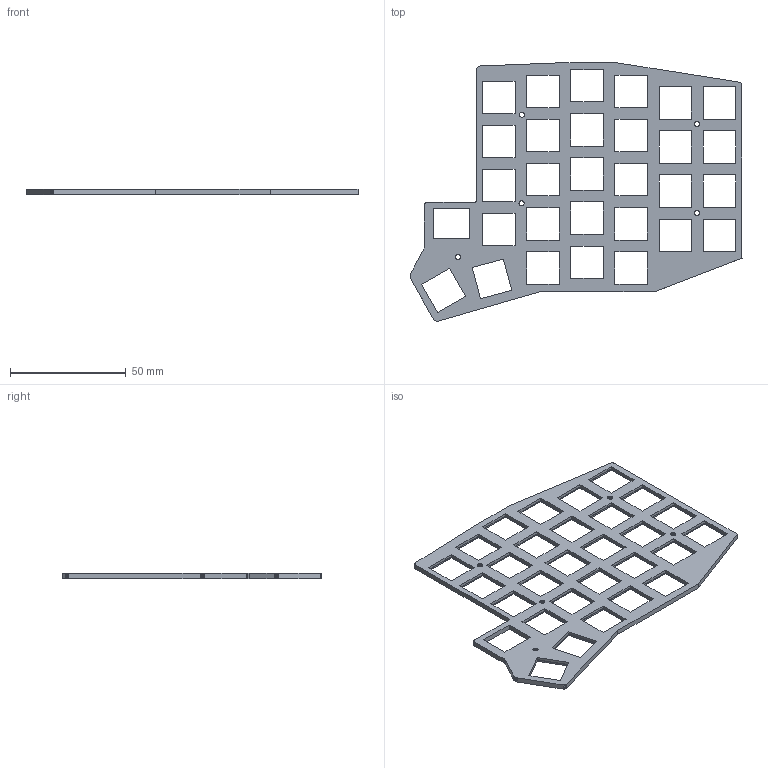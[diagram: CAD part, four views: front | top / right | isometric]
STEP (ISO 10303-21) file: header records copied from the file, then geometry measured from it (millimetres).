
FILE_DESCRIPTION(('FreeCAD Model'),'2;1');
FILE_NAME('Open CASCADE Shape Model','2023-12-20T09:56:55',(''),(''), 'Open CASCADE STEP processor 7.6','FreeCAD','Unknown');
FILE_SCHEMA(('AUTOMOTIVE_DESIGN { 1 0 10303 214 1 1 1 1 }'));
Length unit declared in the file: millimetre
Products named in the file (2): Retaining Plate; Cut001
Assembly tree (1 placements, depth 2):
  Retaining Plate
    Cut001
Bounding box: 143.37 x 111.75 x 2.2 mm (x, y, z)
Volume: 13066.1 mm3; surface area: 17222.3 mm2
Topology: 1 solids, 1 shells, 624 faces, 1778 edges, 1185 vertices
Faces by surface type: plane 624
Entity records: 42936 total; most frequent: CARTESIAN_POINT 7377, DIRECTION 6354, LINE 5102, VECTOR 5102, ORIENTED_EDGE 3556, PCURVE 3556, DEFINITIONAL_REPRESENTATION 3556, EDGE_CURVE 1778
